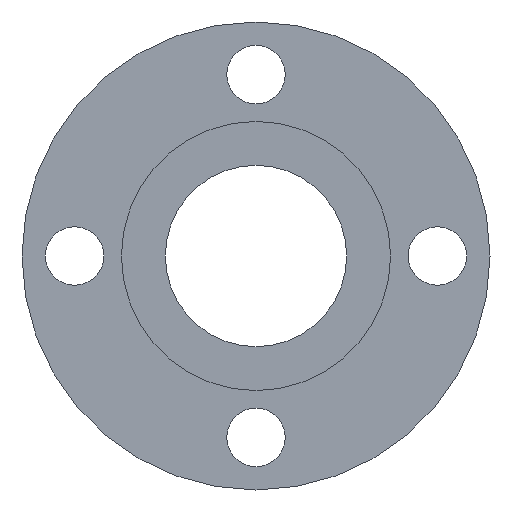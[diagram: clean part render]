
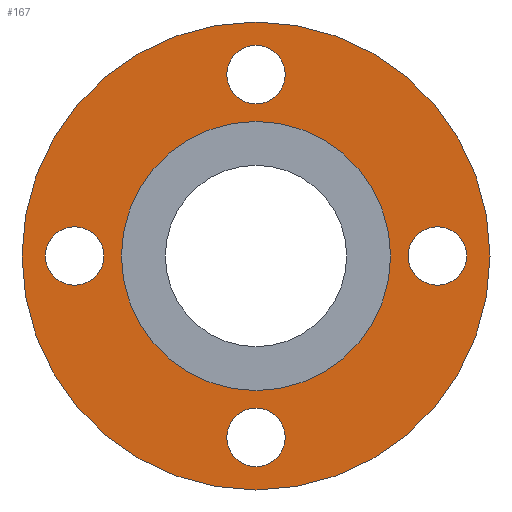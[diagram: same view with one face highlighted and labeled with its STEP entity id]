
A CAD part, left-side view. The second image highlights one B-rep face of the part: STEP entity #167.
In plain terms, the highlighted planar face has unit normal (-1, 0, 0).
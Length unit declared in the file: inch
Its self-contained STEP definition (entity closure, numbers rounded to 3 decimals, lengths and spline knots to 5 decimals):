
#19 = ORIENTED_EDGE ( 'NONE', *, *, #651, .T. ) ;
#20 = CIRCLE ( 'NONE', #567, 2.5 ) ;
#31 = CIRCLE ( 'NONE', #506, 1.4375 ) ;
#41 = DIRECTION ( 'NONE',  ( -1., 0., 0. ) ) ;
#47 = CARTESIAN_POINT ( 'NONE',  ( -0.08164, 0., 1.9375 ) ) ;
#53 = CARTESIAN_POINT ( 'NONE',  ( -0.08164, 0., 2.25 ) ) ;
#56 = DIRECTION ( 'NONE',  ( 0., 0., 1. ) ) ;
#61 = CARTESIAN_POINT ( 'NONE',  ( -0.08164, 0., 0. ) ) ;
#63 = DIRECTION ( 'NONE',  ( 0., 0., 1. ) ) ;
#69 = CARTESIAN_POINT ( 'NONE',  ( -0.08164, -1.9375, 0.3125 ) ) ;
#82 = VERTEX_POINT ( 'NONE', #746 ) ;
#89 = CIRCLE ( 'NONE', #243, 1.4375 ) ;
#91 = CARTESIAN_POINT ( 'NONE',  ( -0.08164, 0., 2.5 ) ) ;
#102 = PLANE ( 'NONE',  #153 ) ;
#105 = CIRCLE ( 'NONE', #171, 2.5 ) ;
#108 = DIRECTION ( 'NONE',  ( -1., 0., 0. ) ) ;
#121 = EDGE_LOOP ( 'NONE', ( #210, #726 ) ) ;
#122 = CARTESIAN_POINT ( 'NONE',  ( -0.08164, 0., 0. ) ) ;
#126 = CIRCLE ( 'NONE', #270, 0.3125 ) ;
#129 = VERTEX_POINT ( 'NONE', #413 ) ;
#143 = DIRECTION ( 'NONE',  ( -1., 0., 0. ) ) ;
#149 = VERTEX_POINT ( 'NONE', #529 ) ;
#153 = AXIS2_PLACEMENT_3D ( 'NONE', #221, #587, #408 ) ;
#165 = EDGE_LOOP ( 'NONE', ( #449, #216 ) ) ;
#167 = ADVANCED_FACE ( 'NONE', ( #757, #476, #703, #641, #173, #649 ), #102, .T. ) ;
#171 = AXIS2_PLACEMENT_3D ( 'NONE', #122, #238, #371 ) ;
#173 = FACE_OUTER_BOUND ( 'NONE', #192, .T. ) ;
#176 = EDGE_CURVE ( 'NONE', #129, #512, #416, .T. ) ;
#178 = CARTESIAN_POINT ( 'NONE',  ( -0.08164, 1.9375, 0. ) ) ;
#179 = AXIS2_PLACEMENT_3D ( 'NONE', #741, #265, #754 ) ;
#183 = VERTEX_POINT ( 'NONE', #695 ) ;
#192 = EDGE_LOOP ( 'NONE', ( #388, #19 ) ) ;
#209 = CARTESIAN_POINT ( 'NONE',  ( -0.08164, 0., -2.25 ) ) ;
#210 = ORIENTED_EDGE ( 'NONE', *, *, #618, .F. ) ;
#212 = EDGE_CURVE ( 'NONE', #528, #82, #31, .T. ) ;
#216 = ORIENTED_EDGE ( 'NONE', *, *, #467, .F. ) ;
#220 = CIRCLE ( 'NONE', #320, 0.3125 ) ;
#221 = CARTESIAN_POINT ( 'NONE',  ( -0.08164, 0., 0. ) ) ;
#228 = EDGE_CURVE ( 'NONE', #512, #129, #126, .T. ) ;
#229 = ORIENTED_EDGE ( 'NONE', *, *, #176, .F. ) ;
#235 = CIRCLE ( 'NONE', #179, 0.3125 ) ;
#238 = DIRECTION ( 'NONE',  ( -1., 0., 0. ) ) ;
#243 = AXIS2_PLACEMENT_3D ( 'NONE', #61, #376, #307 ) ;
#247 = DIRECTION ( 'NONE',  ( -1., 0., 0. ) ) ;
#249 = ORIENTED_EDGE ( 'NONE', *, *, #572, .F. ) ;
#255 = AXIS2_PLACEMENT_3D ( 'NONE', #47, #502, #588 ) ;
#265 = DIRECTION ( 'NONE',  ( -1., 0., 0. ) ) ;
#270 = AXIS2_PLACEMENT_3D ( 'NONE', #718, #247, #668 ) ;
#283 = ORIENTED_EDGE ( 'NONE', *, *, #420, .F. ) ;
#288 = CIRCLE ( 'NONE', #255, 0.3125 ) ;
#289 = DIRECTION ( 'NONE',  ( 0., 1., 0. ) ) ;
#290 = AXIS2_PLACEMENT_3D ( 'NONE', #439, #315, #615 ) ;
#302 = CIRCLE ( 'NONE', #495, 0.3125 ) ;
#303 = DIRECTION ( 'NONE',  ( -1., 0., 0. ) ) ;
#306 = VERTEX_POINT ( 'NONE', #520 ) ;
#307 = DIRECTION ( 'NONE',  ( 0., 0., 1. ) ) ;
#315 = DIRECTION ( 'NONE',  ( -1., 0., 0. ) ) ;
#316 = CARTESIAN_POINT ( 'NONE',  ( -0.08164, 0., 0. ) ) ;
#320 = AXIS2_PLACEMENT_3D ( 'NONE', #647, #108, #569 ) ;
#324 = CARTESIAN_POINT ( 'NONE',  ( -0.08164, 0., -2.5 ) ) ;
#326 = EDGE_LOOP ( 'NONE', ( #283, #681 ) ) ;
#364 = CIRCLE ( 'NONE', #290, 0.3125 ) ;
#366 = CARTESIAN_POINT ( 'NONE',  ( -0.08164, -1.9375, -0.3125 ) ) ;
#370 = EDGE_LOOP ( 'NONE', ( #431, #249 ) ) ;
#371 = DIRECTION ( 'NONE',  ( 0., 0., 1. ) ) ;
#376 = DIRECTION ( 'NONE',  ( -1., 0., 0. ) ) ;
#388 = ORIENTED_EDGE ( 'NONE', *, *, #515, .T. ) ;
#391 = DIRECTION ( 'NONE',  ( -1., 0., 0. ) ) ;
#407 = VERTEX_POINT ( 'NONE', #91 ) ;
#408 = DIRECTION ( 'NONE',  ( 0., 0., 1. ) ) ;
#413 = CARTESIAN_POINT ( 'NONE',  ( -0.08164, 0., -1.625 ) ) ;
#416 = CIRCLE ( 'NONE', #583, 0.3125 ) ;
#420 = EDGE_CURVE ( 'NONE', #696, #306, #235, .T. ) ;
#426 = EDGE_CURVE ( 'NONE', #306, #696, #288, .T. ) ;
#431 = ORIENTED_EDGE ( 'NONE', *, *, #706, .F. ) ;
#439 = CARTESIAN_POINT ( 'NONE',  ( -0.08164, -1.9375, 0. ) ) ;
#449 = ORIENTED_EDGE ( 'NONE', *, *, #732, .F. ) ;
#467 = EDGE_CURVE ( 'NONE', #606, #719, #220, .T. ) ;
#476 = FACE_BOUND ( 'NONE', #165, .T. ) ;
#486 = ORIENTED_EDGE ( 'NONE', *, *, #228, .F. ) ;
#489 = EDGE_LOOP ( 'NONE', ( #229, #486 ) ) ;
#495 = AXIS2_PLACEMENT_3D ( 'NONE', #178, #391, #619 ) ;
#502 = DIRECTION ( 'NONE',  ( -1., 0., 0. ) ) ;
#506 = AXIS2_PLACEMENT_3D ( 'NONE', #316, #609, #63 ) ;
#512 = VERTEX_POINT ( 'NONE', #209 ) ;
#515 = EDGE_CURVE ( 'NONE', #407, #745, #20, .T. ) ;
#520 = CARTESIAN_POINT ( 'NONE',  ( -0.08164, 0., 1.625 ) ) ;
#521 = AXIS2_PLACEMENT_3D ( 'NONE', #652, #303, #56 ) ;
#528 = VERTEX_POINT ( 'NONE', #563 ) ;
#529 = CARTESIAN_POINT ( 'NONE',  ( -0.08164, 1.9375, -0.3125 ) ) ;
#563 = CARTESIAN_POINT ( 'NONE',  ( -0.08164, 0., -1.4375 ) ) ;
#567 = AXIS2_PLACEMENT_3D ( 'NONE', #680, #143, #625 ) ;
#569 = DIRECTION ( 'NONE',  ( 0., 0., -1. ) ) ;
#572 = EDGE_CURVE ( 'NONE', #149, #183, #688, .T. ) ;
#581 = CARTESIAN_POINT ( 'NONE',  ( -0.08164, 0., -1.9375 ) ) ;
#583 = AXIS2_PLACEMENT_3D ( 'NONE', #581, #41, #289 ) ;
#587 = DIRECTION ( 'NONE',  ( -1., 0., 0. ) ) ;
#588 = DIRECTION ( 'NONE',  ( 0., -1., 0. ) ) ;
#606 = VERTEX_POINT ( 'NONE', #366 ) ;
#609 = DIRECTION ( 'NONE',  ( -1., 0., 0. ) ) ;
#615 = DIRECTION ( 'NONE',  ( 0., 0., -1. ) ) ;
#618 = EDGE_CURVE ( 'NONE', #82, #528, #89, .T. ) ;
#619 = DIRECTION ( 'NONE',  ( 0., 0., 1. ) ) ;
#625 = DIRECTION ( 'NONE',  ( 0., 0., 1. ) ) ;
#641 = FACE_BOUND ( 'NONE', #370, .T. ) ;
#647 = CARTESIAN_POINT ( 'NONE',  ( -0.08164, -1.9375, 0. ) ) ;
#649 = FACE_BOUND ( 'NONE', #121, .T. ) ;
#651 = EDGE_CURVE ( 'NONE', #745, #407, #105, .T. ) ;
#652 = CARTESIAN_POINT ( 'NONE',  ( -0.08164, 1.9375, 0. ) ) ;
#668 = DIRECTION ( 'NONE',  ( 0., 1., 0. ) ) ;
#680 = CARTESIAN_POINT ( 'NONE',  ( -0.08164, 0., 0. ) ) ;
#681 = ORIENTED_EDGE ( 'NONE', *, *, #426, .F. ) ;
#688 = CIRCLE ( 'NONE', #521, 0.3125 ) ;
#695 = CARTESIAN_POINT ( 'NONE',  ( -0.08164, 1.9375, 0.3125 ) ) ;
#696 = VERTEX_POINT ( 'NONE', #53 ) ;
#703 = FACE_BOUND ( 'NONE', #489, .T. ) ;
#706 = EDGE_CURVE ( 'NONE', #183, #149, #302, .T. ) ;
#718 = CARTESIAN_POINT ( 'NONE',  ( -0.08164, 0., -1.9375 ) ) ;
#719 = VERTEX_POINT ( 'NONE', #69 ) ;
#726 = ORIENTED_EDGE ( 'NONE', *, *, #212, .F. ) ;
#732 = EDGE_CURVE ( 'NONE', #719, #606, #364, .T. ) ;
#741 = CARTESIAN_POINT ( 'NONE',  ( -0.08164, 0., 1.9375 ) ) ;
#745 = VERTEX_POINT ( 'NONE', #324 ) ;
#746 = CARTESIAN_POINT ( 'NONE',  ( -0.08164, 0., 1.4375 ) ) ;
#754 = DIRECTION ( 'NONE',  ( 0., -1., 0. ) ) ;
#757 = FACE_BOUND ( 'NONE', #326, .T. ) ;
